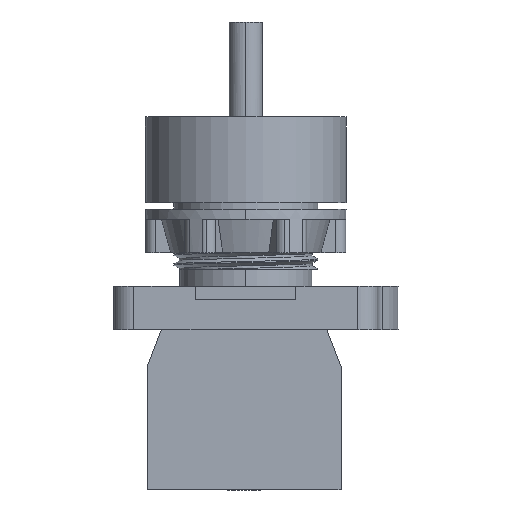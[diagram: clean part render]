
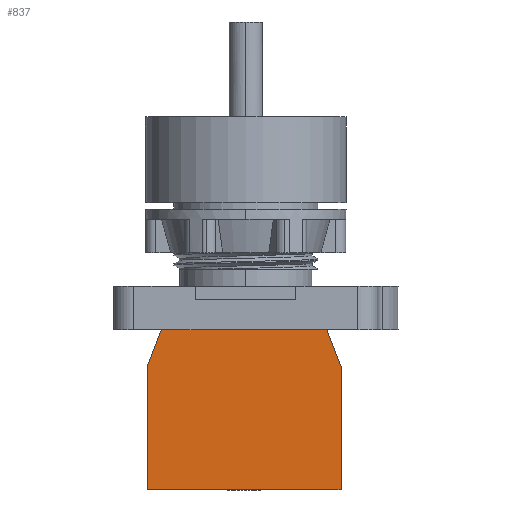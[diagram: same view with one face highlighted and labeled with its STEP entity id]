
A CAD part, left-side view. The second image highlights one B-rep face of the part: STEP entity #837.
In plain terms, the highlighted planar face has unit normal (-1, 0, 0).
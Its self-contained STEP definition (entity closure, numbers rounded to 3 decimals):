
#73 = VERTEX_POINT ( 'NONE', #5546 ) ;
#239 = VECTOR ( 'NONE', #4845, 1000. ) ;
#370 = VECTOR ( 'NONE', #9463, 1000. ) ;
#399 = FACE_OUTER_BOUND ( 'NONE', #12518, .T. ) ;
#837 = ADVANCED_FACE ( 'NONE', ( #399 ), #2331, .F. ) ;
#968 = EDGE_CURVE ( 'NONE', #73, #7591, #9324, .T. ) ;
#1009 = CARTESIAN_POINT ( 'NONE',  ( 0.001, -12.105, -6.5 ) ) ;
#1937 = VECTOR ( 'NONE', #11037, 1000. ) ;
#2077 = CARTESIAN_POINT ( 'NONE',  ( 0.001, -12.105, -6.5 ) ) ;
#2201 = VERTEX_POINT ( 'NONE', #11456 ) ;
#2331 = PLANE ( 'NONE',  #5036 ) ;
#2550 = EDGE_CURVE ( 'NONE', #7591, #9518, #9109, .T. ) ;
#2610 = CARTESIAN_POINT ( 'NONE',  ( 0.001, 14.75, -12.094 ) ) ;
#3287 = LINE ( 'NONE', #2610, #370 ) ;
#3613 = ORIENTED_EDGE ( 'NONE', *, *, #10361, .F. ) ;
#3636 = ORIENTED_EDGE ( 'NONE', *, *, #12552, .F. ) ;
#3691 = CARTESIAN_POINT ( 'NONE',  ( 0.001, -14.25, -30.5 ) ) ;
#4022 = CARTESIAN_POINT ( 'NONE',  ( 0.001, 14.75, -12.094 ) ) ;
#4345 = DIRECTION ( 'NONE',  ( 1., 0., 0. ) ) ;
#4564 = CARTESIAN_POINT ( 'NONE',  ( 0.001, 14.75, -30.5 ) ) ;
#4592 = VECTOR ( 'NONE', #7696, 1000. ) ;
#4845 = DIRECTION ( 'NONE',  ( 0., 0., -1. ) ) ;
#5036 = AXIS2_PLACEMENT_3D ( 'NONE', #10226, #4345, #11218 ) ;
#5211 = EDGE_CURVE ( 'NONE', #9518, #10459, #7680, .T. ) ;
#5546 = CARTESIAN_POINT ( 'NONE',  ( 0.001, -14.25, -12.094 ) ) ;
#5897 = VECTOR ( 'NONE', #7136, 1000. ) ;
#6616 = CARTESIAN_POINT ( 'NONE',  ( 0.001, 14.75, -30.5 ) ) ;
#6932 = EDGE_CURVE ( 'NONE', #11664, #73, #9143, .T. ) ;
#7136 = DIRECTION ( 'NONE',  ( 0., -0.358, -0.934 ) ) ;
#7591 = VERTEX_POINT ( 'NONE', #10727 ) ;
#7656 = ORIENTED_EDGE ( 'NONE', *, *, #5211, .F. ) ;
#7680 = LINE ( 'NONE', #6616, #4592 ) ;
#7686 = DIRECTION ( 'NONE',  ( 0., 1., 0. ) ) ;
#7696 = DIRECTION ( 'NONE',  ( 0., 0., 1. ) ) ;
#8631 = CARTESIAN_POINT ( 'NONE',  ( 0.001, -14.25, -30.5 ) ) ;
#9109 = LINE ( 'NONE', #3691, #10957 ) ;
#9143 = LINE ( 'NONE', #2077, #5897 ) ;
#9324 = LINE ( 'NONE', #8631, #239 ) ;
#9463 = DIRECTION ( 'NONE',  ( 0., -0.358, 0.934 ) ) ;
#9518 = VERTEX_POINT ( 'NONE', #4564 ) ;
#10226 = CARTESIAN_POINT ( 'NONE',  ( 0.001, -14.25, -30.5 ) ) ;
#10361 = EDGE_CURVE ( 'NONE', #2201, #11664, #10868, .T. ) ;
#10459 = VERTEX_POINT ( 'NONE', #4022 ) ;
#10727 = CARTESIAN_POINT ( 'NONE',  ( 0.001, -14.25, -30.5 ) ) ;
#10868 = LINE ( 'NONE', #12677, #1937 ) ;
#10957 = VECTOR ( 'NONE', #7686, 1000. ) ;
#11037 = DIRECTION ( 'NONE',  ( 0., -1., 0. ) ) ;
#11218 = DIRECTION ( 'NONE',  ( 0., 0., -1. ) ) ;
#11456 = CARTESIAN_POINT ( 'NONE',  ( 0.001, 12.605, -6.5 ) ) ;
#11664 = VERTEX_POINT ( 'NONE', #1009 ) ;
#12087 = ORIENTED_EDGE ( 'NONE', *, *, #968, .F. ) ;
#12298 = ORIENTED_EDGE ( 'NONE', *, *, #6932, .F. ) ;
#12307 = ORIENTED_EDGE ( 'NONE', *, *, #2550, .F. ) ;
#12518 = EDGE_LOOP ( 'NONE', ( #12298, #3613, #3636, #7656, #12307, #12087 ) ) ;
#12552 = EDGE_CURVE ( 'NONE', #10459, #2201, #3287, .T. ) ;
#12677 = CARTESIAN_POINT ( 'NONE',  ( 0.001, -14.25, -6.5 ) ) ;
